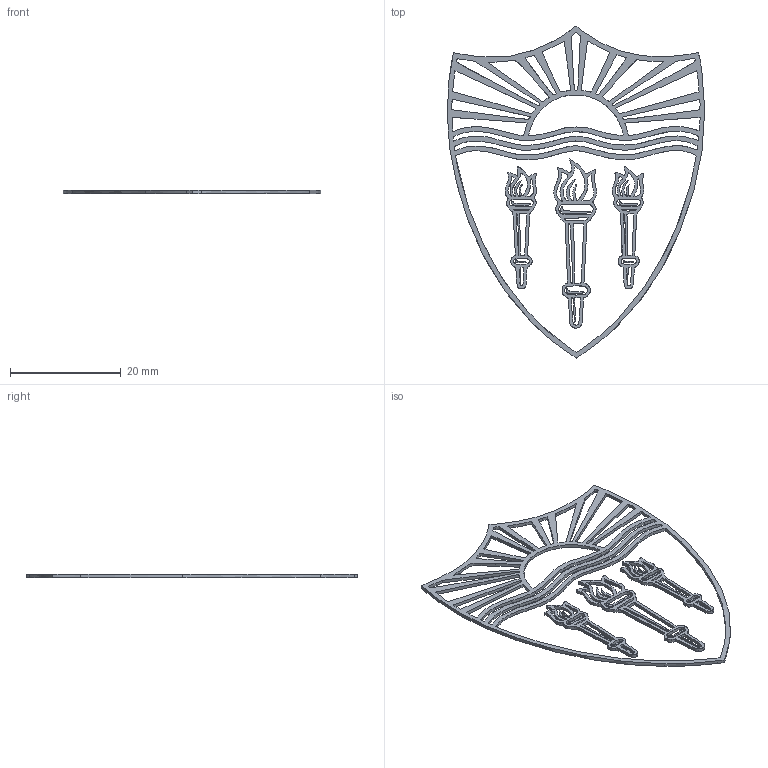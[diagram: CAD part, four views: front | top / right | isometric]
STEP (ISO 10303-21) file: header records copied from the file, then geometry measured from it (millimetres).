
FILE_DESCRIPTION(/* description */ (''),/* implementation_level */ '2;1');
FILE_NAME(/* name */ 'usclogo.step',/* time_stamp */ '2023-04-24T16:39:50-07:00',/* author */ (''),/* organization */ (''),/* preprocessor_version */ 'ST-DEVELOPER v19.2',/* originating_system */ 'Autodesk Translation Framework v12.4.0.73',/* authorisation */ '');
FILE_SCHEMA (('AUTOMOTIVE_DESIGN { 1 0 10303 214 3 1 1 }'));
Length unit declared in the file: millimetre
Products named in the file (1): usc
Bounding box: 46.5 x 59.96 x 0.6 mm (x, y, z)
Volume: 363.2 mm3; surface area: 2134.1 mm2
Topology: 10 solids, 10 shells, 606 faces, 1758 edges, 1172 vertices
Faces by surface type: bspline 472, plane 134
Entity records: 21894 total; most frequent: CARTESIAN_POINT 9921, ORIENTED_EDGE 3516, EDGE_CURVE 1758, VERTEX_POINT 1172, DIRECTION 1084, LINE 814, VECTOR 814, EDGE_LOOP 702
